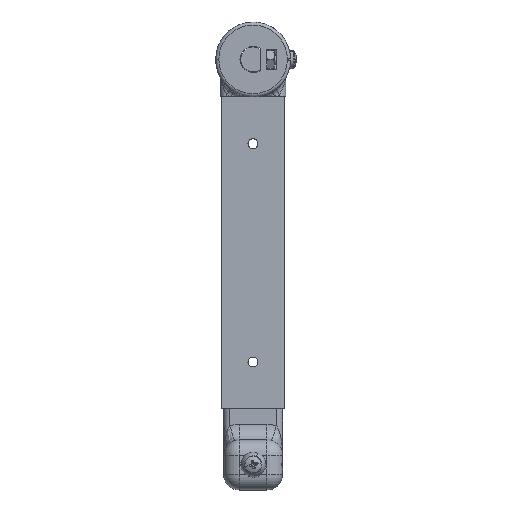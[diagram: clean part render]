
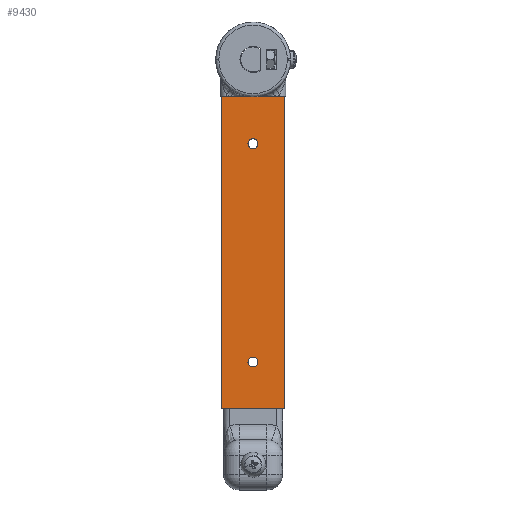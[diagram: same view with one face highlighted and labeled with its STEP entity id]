
A CAD part, top view. The second image highlights one B-rep face of the part: STEP entity #9430.
In plain terms, the highlighted planar face has unit normal (0, 0, 1).
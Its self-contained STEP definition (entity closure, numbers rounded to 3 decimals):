
#111 = DIRECTION ( 'NONE',  ( 0., 1., 0. ) ) ;
#208 = LINE ( 'NONE', #6391, #6147 ) ;
#229 = DIRECTION ( 'NONE',  ( 1., 0., 0. ) ) ;
#285 = FACE_BOUND ( 'NONE', #15386, .T. ) ;
#605 = EDGE_CURVE ( 'NONE', #3525, #15967, #208, .T. ) ;
#844 = ORIENTED_EDGE ( 'NONE', *, *, #20224, .T. ) ;
#846 = VECTOR ( 'NONE', #10304, 1000. ) ;
#999 = PLANE ( 'NONE',  #10460 ) ;
#1052 = DIRECTION ( 'NONE',  ( 0., 0., 1. ) ) ;
#1558 = DIRECTION ( 'NONE',  ( 0., 0., 1. ) ) ;
#1635 = EDGE_CURVE ( 'NONE', #3061, #7416, #19527, .T. ) ;
#1816 = CARTESIAN_POINT ( 'NONE',  ( -10., 50., 6. ) ) ;
#1932 = CIRCLE ( 'NONE', #5093, 1.6 ) ;
#2644 = CIRCLE ( 'NONE', #8588, 1.6 ) ;
#3049 = VERTEX_POINT ( 'NONE', #3216 ) ;
#3061 = VERTEX_POINT ( 'NONE', #8518 ) ;
#3100 = DIRECTION ( 'NONE',  ( 0., 0., 1. ) ) ;
#3151 = CIRCLE ( 'NONE', #4457, 1.6 ) ;
#3216 = CARTESIAN_POINT ( 'NONE',  ( -1.6, -35., 6. ) ) ;
#3525 = VERTEX_POINT ( 'NONE', #9578 ) ;
#3930 = EDGE_CURVE ( 'NONE', #3049, #18886, #2644, .T. ) ;
#3968 = CARTESIAN_POINT ( 'NONE',  ( -10., 50., 6. ) ) ;
#4213 = VECTOR ( 'NONE', #111, 1000. ) ;
#4457 = AXIS2_PLACEMENT_3D ( 'NONE', #7695, #3100, #6068 ) ;
#4698 = EDGE_CURVE ( 'NONE', #11718, #10871, #17712, .T. ) ;
#5093 = AXIS2_PLACEMENT_3D ( 'NONE', #8818, #1052, #10577 ) ;
#5110 = EDGE_LOOP ( 'NONE', ( #12854, #15990 ) ) ;
#5619 = DIRECTION ( 'NONE',  ( -1., 0., 0. ) ) ;
#6068 = DIRECTION ( 'NONE',  ( 1., 0., 0. ) ) ;
#6091 = CARTESIAN_POINT ( 'NONE',  ( 1.6, -35., 6. ) ) ;
#6147 = VECTOR ( 'NONE', #12442, 1000. ) ;
#6391 = CARTESIAN_POINT ( 'NONE',  ( -10., -50., 6. ) ) ;
#7149 = AXIS2_PLACEMENT_3D ( 'NONE', #9881, #16032, #229 ) ;
#7416 = VERTEX_POINT ( 'NONE', #9513 ) ;
#7548 = DIRECTION ( 'NONE',  ( 1., 0., 0. ) ) ;
#7695 = CARTESIAN_POINT ( 'NONE',  ( 0., -35., 6. ) ) ;
#8332 = VECTOR ( 'NONE', #5619, 1000. ) ;
#8518 = CARTESIAN_POINT ( 'NONE',  ( 10., -50., 6. ) ) ;
#8588 = AXIS2_PLACEMENT_3D ( 'NONE', #20263, #1558, #7548 ) ;
#8818 = CARTESIAN_POINT ( 'NONE',  ( 0., 35., 6. ) ) ;
#8894 = CARTESIAN_POINT ( 'NONE',  ( -10., -50., 6. ) ) ;
#9403 = CARTESIAN_POINT ( 'NONE',  ( 10., -50., 6. ) ) ;
#9430 = ADVANCED_FACE ( 'NONE', ( #285, #14088, #19780 ), #999, .F. ) ;
#9513 = CARTESIAN_POINT ( 'NONE',  ( 10., 50., 6. ) ) ;
#9578 = CARTESIAN_POINT ( 'NONE',  ( -10., -50., 6. ) ) ;
#9642 = CARTESIAN_POINT ( 'NONE',  ( -1.6, 35., 6. ) ) ;
#9881 = CARTESIAN_POINT ( 'NONE',  ( 0., 35., 6. ) ) ;
#10304 = DIRECTION ( 'NONE',  ( -1., 0., 0. ) ) ;
#10460 = AXIS2_PLACEMENT_3D ( 'NONE', #8894, #18401, #18471 ) ;
#10577 = DIRECTION ( 'NONE',  ( 1., 0., 0. ) ) ;
#10811 = ORIENTED_EDGE ( 'NONE', *, *, #11397, .F. ) ;
#10871 = VERTEX_POINT ( 'NONE', #9642 ) ;
#11373 = EDGE_LOOP ( 'NONE', ( #844, #13480, #11864, #11966 ) ) ;
#11397 = EDGE_CURVE ( 'NONE', #10871, #11718, #1932, .T. ) ;
#11718 = VERTEX_POINT ( 'NONE', #12694 ) ;
#11864 = ORIENTED_EDGE ( 'NONE', *, *, #17551, .F. ) ;
#11966 = ORIENTED_EDGE ( 'NONE', *, *, #1635, .T. ) ;
#12136 = EDGE_CURVE ( 'NONE', #18886, #3049, #3151, .T. ) ;
#12442 = DIRECTION ( 'NONE',  ( 0., 1., 0. ) ) ;
#12694 = CARTESIAN_POINT ( 'NONE',  ( 1.6, 35., 6. ) ) ;
#12854 = ORIENTED_EDGE ( 'NONE', *, *, #12136, .F. ) ;
#13480 = ORIENTED_EDGE ( 'NONE', *, *, #605, .F. ) ;
#14088 = FACE_BOUND ( 'NONE', #5110, .T. ) ;
#15033 = ORIENTED_EDGE ( 'NONE', *, *, #4698, .F. ) ;
#15161 = CARTESIAN_POINT ( 'NONE',  ( -10., -50., 6. ) ) ;
#15386 = EDGE_LOOP ( 'NONE', ( #15033, #10811 ) ) ;
#15967 = VERTEX_POINT ( 'NONE', #1816 ) ;
#15990 = ORIENTED_EDGE ( 'NONE', *, *, #3930, .F. ) ;
#16032 = DIRECTION ( 'NONE',  ( 0., 0., 1. ) ) ;
#16502 = LINE ( 'NONE', #15161, #8332 ) ;
#17551 = EDGE_CURVE ( 'NONE', #3061, #3525, #16502, .T. ) ;
#17712 = CIRCLE ( 'NONE', #7149, 1.6 ) ;
#18149 = LINE ( 'NONE', #3968, #846 ) ;
#18401 = DIRECTION ( 'NONE',  ( 0., 0., -1. ) ) ;
#18471 = DIRECTION ( 'NONE',  ( -1., 0., 0. ) ) ;
#18886 = VERTEX_POINT ( 'NONE', #6091 ) ;
#19527 = LINE ( 'NONE', #9403, #4213 ) ;
#19780 = FACE_OUTER_BOUND ( 'NONE', #11373, .T. ) ;
#20224 = EDGE_CURVE ( 'NONE', #7416, #15967, #18149, .T. ) ;
#20263 = CARTESIAN_POINT ( 'NONE',  ( 0., -35., 6. ) ) ;
